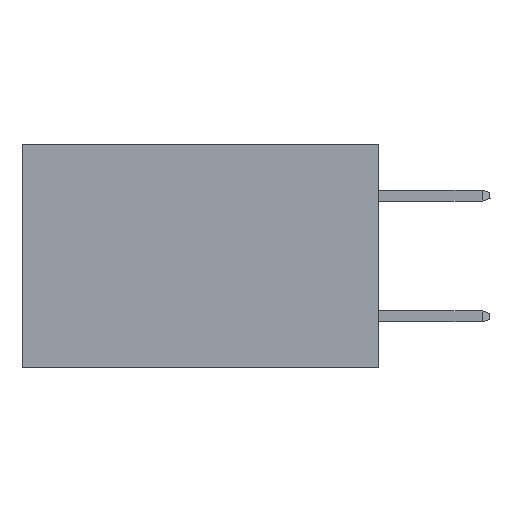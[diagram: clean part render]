
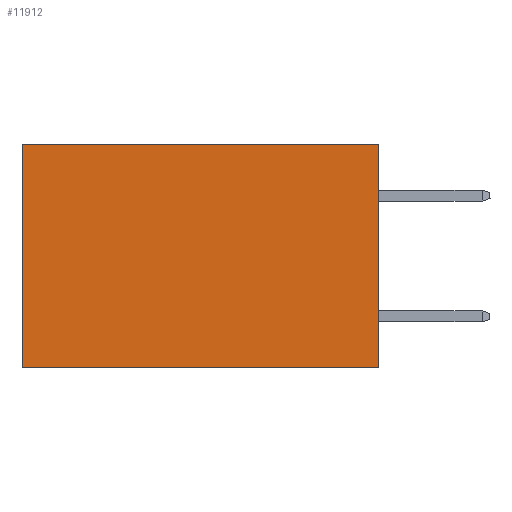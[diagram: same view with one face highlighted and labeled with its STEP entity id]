
A CAD part, left-side view. The second image highlights one B-rep face of the part: STEP entity #11912.
In plain terms, the highlighted planar face has unit normal (-1, 0, 0).
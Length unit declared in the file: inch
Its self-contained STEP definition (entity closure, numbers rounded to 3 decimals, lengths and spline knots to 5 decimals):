
#1952 = VECTOR ( 'NONE', #29882, 39.37008 ) ;
#2156 = VERTEX_POINT ( 'NONE', #16302 ) ;
#2170 = ORIENTED_EDGE ( 'NONE', *, *, #23675, .T. ) ;
#2371 = ORIENTED_EDGE ( 'NONE', *, *, #23631, .F. ) ;
#4225 = DIRECTION ( 'NONE',  ( 1., 0., 0. ) ) ;
#4392 = VECTOR ( 'NONE', #27199, 39.37008 ) ;
#4970 = CARTESIAN_POINT ( 'NONE',  ( 0.277, 0., -0.37 ) ) ;
#7707 = DIRECTION ( 'NONE',  ( 0., 0., -1. ) ) ;
#10272 = CARTESIAN_POINT ( 'NONE',  ( 0.277, 0., -0.37 ) ) ;
#11912 = ADVANCED_FACE ( 'NONE', ( #12586 ), #12106, .F. ) ;
#12106 = PLANE ( 'NONE',  #30286 ) ;
#12586 = FACE_OUTER_BOUND ( 'NONE', #26057, .T. ) ;
#13118 = DIRECTION ( 'NONE',  ( 0., 1., 0. ) ) ;
#13339 = VERTEX_POINT ( 'NONE', #4970 ) ;
#13744 = VERTEX_POINT ( 'NONE', #14082 ) ;
#14082 = CARTESIAN_POINT ( 'NONE',  ( 0.277, 0.59, 0. ) ) ;
#15235 = LINE ( 'NONE', #27288, #1952 ) ;
#15806 = EDGE_CURVE ( 'NONE', #13744, #2156, #15235, .T. ) ;
#16302 = CARTESIAN_POINT ( 'NONE',  ( 0.277, 0.59, -0.37 ) ) ;
#16515 = CARTESIAN_POINT ( 'NONE',  ( 0.277, 0., 0. ) ) ;
#16520 = ORIENTED_EDGE ( 'NONE', *, *, #15806, .T. ) ;
#17038 = VECTOR ( 'NONE', #13118, 39.37008 ) ;
#19215 = LINE ( 'NONE', #24695, #4392 ) ;
#19977 = CARTESIAN_POINT ( 'NONE',  ( 0.277, 0., -0.37 ) ) ;
#20564 = VERTEX_POINT ( 'NONE', #16515 ) ;
#22578 = DIRECTION ( 'NONE',  ( 0., 0., -1. ) ) ;
#23631 = EDGE_CURVE ( 'NONE', #20564, #13339, #25612, .T. ) ;
#23675 = EDGE_CURVE ( 'NONE', #20564, #13744, #30881, .T. ) ;
#24695 = CARTESIAN_POINT ( 'NONE',  ( 0.277, 0., -0.37 ) ) ;
#24742 = EDGE_CURVE ( 'NONE', #13339, #2156, #19215, .T. ) ;
#25612 = LINE ( 'NONE', #10272, #31688 ) ;
#26057 = EDGE_LOOP ( 'NONE', ( #16520, #31882, #2371, #2170 ) ) ;
#27199 = DIRECTION ( 'NONE',  ( 0., 1., 0. ) ) ;
#27288 = CARTESIAN_POINT ( 'NONE',  ( 0.277, 0.59, -0.37 ) ) ;
#28703 = CARTESIAN_POINT ( 'NONE',  ( 0.277, 0., 0. ) ) ;
#29882 = DIRECTION ( 'NONE',  ( 0., 0., -1. ) ) ;
#30286 = AXIS2_PLACEMENT_3D ( 'NONE', #19977, #4225, #22578 ) ;
#30881 = LINE ( 'NONE', #28703, #17038 ) ;
#31688 = VECTOR ( 'NONE', #7707, 39.37008 ) ;
#31882 = ORIENTED_EDGE ( 'NONE', *, *, #24742, .F. ) ;
